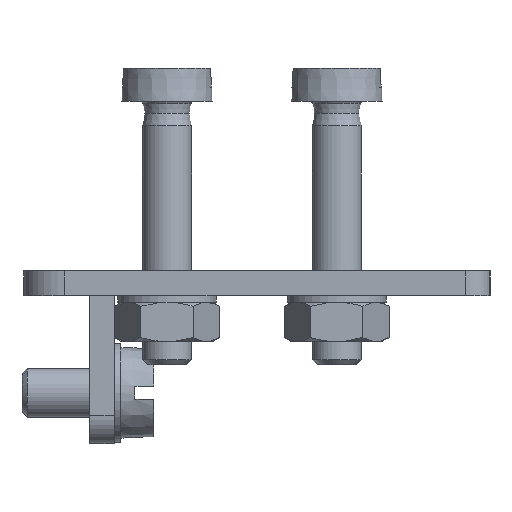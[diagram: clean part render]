
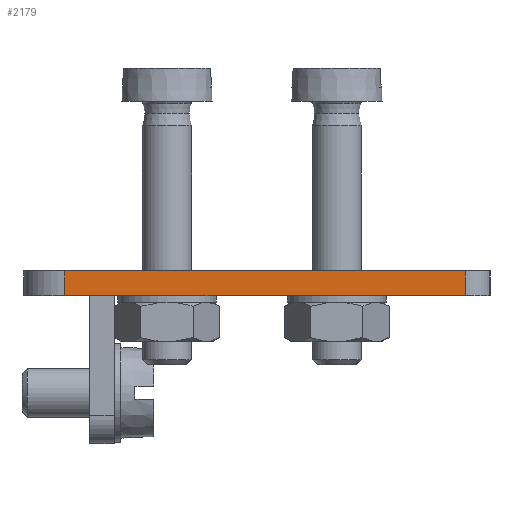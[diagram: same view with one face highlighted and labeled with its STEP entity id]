
A CAD part, left-side view. The second image highlights one B-rep face of the part: STEP entity #2179.
In plain terms, the highlighted face is planar.
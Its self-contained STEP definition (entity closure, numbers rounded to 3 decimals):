
#326=ORIENTED_EDGE('',*,*,#935,.T.);
#327=ORIENTED_EDGE('',*,*,#942,.F.);
#328=ORIENTED_EDGE('',*,*,#943,.F.);
#329=ORIENTED_EDGE('',*,*,#944,.T.);
#935=EDGE_CURVE('',#1244,#1243,#1439,.T.);
#942=EDGE_CURVE('',#1250,#1243,#1444,.T.);
#943=EDGE_CURVE('',#1251,#1250,#1445,.T.);
#944=EDGE_CURVE('',#1251,#1244,#1446,.T.);
#1243=VERTEX_POINT('',#3381);
#1244=VERTEX_POINT('',#3383);
#1250=VERTEX_POINT('',#3397);
#1251=VERTEX_POINT('',#3399);
#1439=LINE('',#3382,#1621);
#1444=LINE('',#3396,#1626);
#1445=LINE('',#3398,#1627);
#1446=LINE('',#3400,#1628);
#1621=VECTOR('',#2678,1000.);
#1626=VECTOR('',#2689,1000.);
#1627=VECTOR('',#2690,1000.);
#1628=VECTOR('',#2691,1000.);
#1785=EDGE_LOOP('',(#326,#327,#328,#329));
#1949=FACE_BOUND('',#1785,.T.);
#2109=PLANE('',#2387);
#2179=ADVANCED_FACE('',(#1949),#2109,.F.);
#2387=AXIS2_PLACEMENT_3D('',#3395,#2687,#2688);
#2678=DIRECTION('',(0.,-1.,0.));
#2687=DIRECTION('',(0.,0.,-1.));
#2688=DIRECTION('',(-1.,0.,0.));
#2689=DIRECTION('',(-1.,0.,0.));
#2690=DIRECTION('',(0.,-1.,0.));
#2691=DIRECTION('',(-1.,0.,0.));
#3381=CARTESIAN_POINT('',(0.,1.5,39.5));
#3382=CARTESIAN_POINT('',(0.,25.8,39.5));
#3383=CARTESIAN_POINT('',(0.,25.8,39.5));
#3395=CARTESIAN_POINT('',(1.5,25.8,39.5));
#3396=CARTESIAN_POINT('',(1.5,1.5,39.5));
#3397=CARTESIAN_POINT('',(1.5,1.5,39.5));
#3398=CARTESIAN_POINT('',(1.5,25.8,39.5));
#3399=CARTESIAN_POINT('',(1.5,25.8,39.5));
#3400=CARTESIAN_POINT('',(1.5,25.8,39.5));
